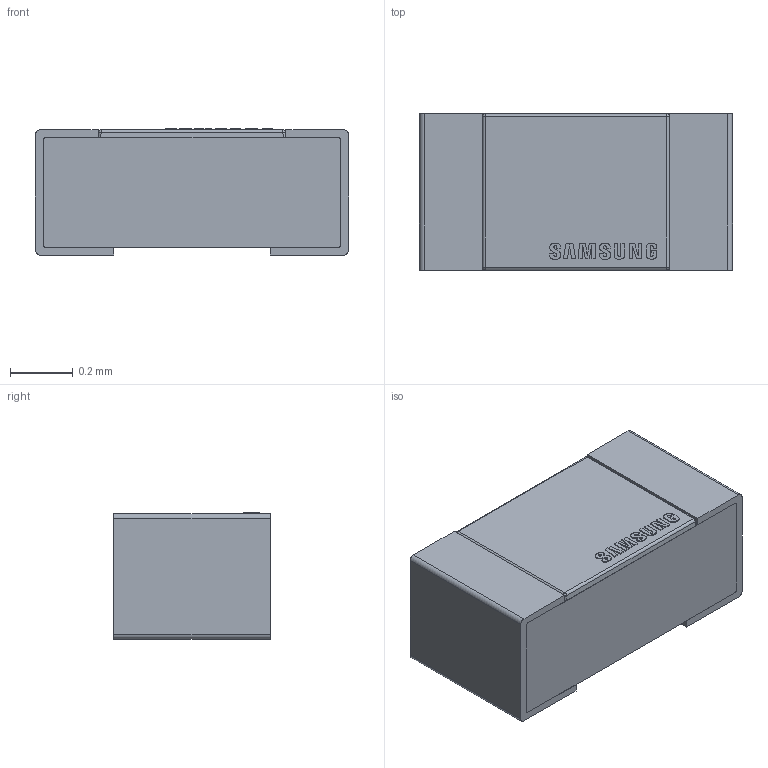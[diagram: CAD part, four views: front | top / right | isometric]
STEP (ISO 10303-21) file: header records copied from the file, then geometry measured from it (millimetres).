
FILE_DESCRIPTION(/* description */ (''),/* implementation_level */ '2;1');
FILE_NAME(/* name */ 'Samsung RC1005F221CS - Res Thick Film 0402 220 Ohm 1% 116W ±100ppm°C Molded SMD SMD TR.stp',/* time_stamp */ '2020-06-09T20:13:25-04:00',/* author */ ('Ricardo'),/* organization */ (''),/* preprocessor_version */ 'ST-DEVELOPER v18.1',/* originating_system */ 'Autodesk Inventor 2021',/* authorisation */ '');
FILE_SCHEMA (('AUTOMOTIVE_DESIGN { 1 0 10303 214 3 1 1 }'));
Length unit declared in the file: millimetre
Products named in the file (5): Vishay PCAN0805E2002BST5 - Chip Resistor 0805 (2012 Metric); terminals; body; top; logo
Assembly tree (4 placements, depth 2):
  Vishay PCAN0805E2002BST5 - Chip Resistor 0805 (2012 Metric)
    terminals
    body
    top
    logo
Bounding box: 1 x 0.5 x 0.4 mm (x, y, z)
Volume: 0.2 mm3; surface area: 4.3 mm2
Topology: 11 solids, 11 shells, 184 faces, 474 edges, 312 vertices
Faces by surface type: plane 106, bspline 47, cylinder 27, sphere 4
Entity records: 5927 total; most frequent: CARTESIAN_POINT 1374, ORIENTED_EDGE 948, DIRECTION 834, EDGE_CURVE 474, LINE 326, VECTOR 326, VERTEX_POINT 312, AXIS2_PLACEMENT_3D 254
